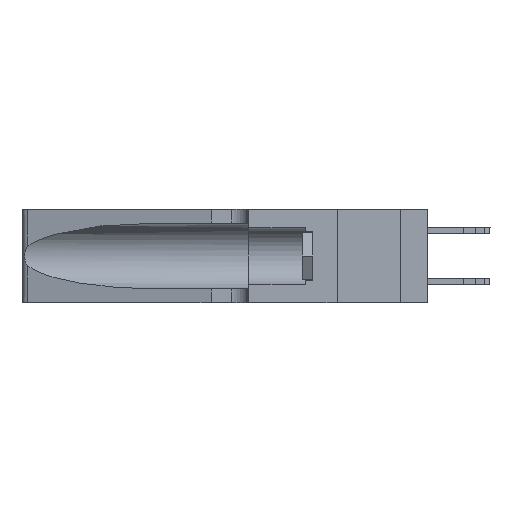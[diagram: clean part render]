
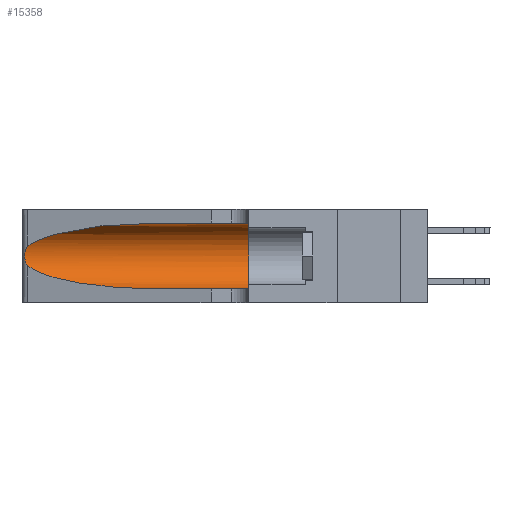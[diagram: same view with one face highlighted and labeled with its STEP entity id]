
A CAD part, left-side view. The second image highlights one B-rep face of the part: STEP entity #15358.
In plain terms, the highlighted cylindrical face has radius 3.308 mm (diameter 6.617 mm), a partial arc.
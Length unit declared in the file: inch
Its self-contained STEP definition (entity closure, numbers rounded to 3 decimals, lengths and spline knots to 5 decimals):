
#157 = EDGE_CURVE ( 'NONE', #18749, #11048, #14293, .T. ) ;
#485 = CARTESIAN_POINT ( 'NONE',  ( 0.1305, 0.72297, 0.31525 ) ) ;
#505 = VECTOR ( 'NONE', #16173, 39.37008 ) ;
#799 = AXIS2_PLACEMENT_3D ( 'NONE', #2197, #20129, #8947 ) ;
#888 = CARTESIAN_POINT ( 'NONE',  ( 0.18966, 0.96281, 0.05475 ) ) ;
#1228 = DIRECTION ( 'NONE',  ( 0., -1., 0. ) ) ;
#1316 = CARTESIAN_POINT ( 'NONE',  ( 0.2373, 1.15595, 0.28018 ) ) ;
#1338 = CARTESIAN_POINT ( 'NONE',  ( 0.25787, 1.23484, 0.2124 ) ) ;
#1875 = CARTESIAN_POINT ( 'NONE',  ( 0.26018, 1.23835, 0.19895 ) ) ;
#1890 = EDGE_CURVE ( 'NONE', #14167, #4711, #22061, .T. ) ;
#2197 = CARTESIAN_POINT ( 'NONE',  ( 0.1305, 0.35, 0.185 ) ) ;
#2612 = CARTESIAN_POINT ( 'NONE',  ( 0.1305, 0.72297, 0.05475 ) ) ;
#2752 = CYLINDRICAL_SURFACE ( 'NONE', #18873, 0.13025 ) ;
#3993 = CARTESIAN_POINT ( 'NONE',  ( 0.25487, 1.22718, 0.14631 ) ) ;
#4197 = FACE_OUTER_BOUND ( 'NONE', #11616, .T. ) ;
#4711 = VERTEX_POINT ( 'NONE', #12163 ) ;
#4748 = ORIENTED_EDGE ( 'NONE', *, *, #157, .T. ) ;
#5046 = CARTESIAN_POINT ( 'NONE',  ( 0.25854, 1.2359, 0.20912 ) ) ;
#5056 = EDGE_CURVE ( 'NONE', #4711, #11048, #5530, .T. ) ;
#5530 = CIRCLE ( 'NONE', #799, 0.13025 ) ;
#6079 = CARTESIAN_POINT ( 'NONE',  ( 0.25639, 1.23186, 0.15144 ) ) ;
#6289 = EDGE_CURVE ( 'NONE', #20782, #18749, #12137, .T. ) ;
#6715 = CARTESIAN_POINT ( 'NONE',  ( 0.1305, 1.61858, 0.185 ) ) ;
#7245 = VECTOR ( 'NONE', #17102, 39.37008 ) ;
#7517 = CARTESIAN_POINT ( 'NONE',  ( 0.25487, 1.22718, 0.22369 ) ) ;
#7675 = CARTESIAN_POINT ( 'NONE',  ( 0.25487, 1.22718, 0.14631 ) ) ;
#8034 = CARTESIAN_POINT ( 'NONE',  ( 0.1305, 1.61858, 0.05475 ) ) ;
#8947 = DIRECTION ( 'NONE',  ( 0., 0., 1. ) ) ;
#9949 = CARTESIAN_POINT ( 'NONE',  ( 0.2373, 1.15595, 0.08982 ) ) ;
#10588 = CARTESIAN_POINT ( 'NONE',  ( 0.1305, 1.61858, 0.31525 ) ) ;
#10625 = CARTESIAN_POINT ( 'NONE',  ( 0.26017, 1.23833, 0.17102 ) ) ;
#11048 = VERTEX_POINT ( 'NONE', #17353 ) ;
#11144 = CARTESIAN_POINT ( 'NONE',  ( 0.25639, 1.23184, 0.21858 ) ) ;
#11616 = EDGE_LOOP ( 'NONE', ( #19946, #19856, #16556, #4748, #13885, #18153 ) ) ;
#12102 =( BOUNDED_CURVE ( )  B_SPLINE_CURVE ( 3, ( #22877, #13837, #1316, #17699 ),
 .UNSPECIFIED., .F., .F. ) 
 B_SPLINE_CURVE_WITH_KNOTS ( ( 4, 4 ),
 ( 1.5708, 2.84003 ),
 .UNSPECIFIED. ) 
 CURVE ( )  GEOMETRIC_REPRESENTATION_ITEM ( )  RATIONAL_B_SPLINE_CURVE ( ( 1., 0.87, 0.87, 1. ) ) 
 REPRESENTATION_ITEM ( '' )  );
#12137 =( BOUNDED_CURVE ( )  B_SPLINE_CURVE ( 3, ( #3993, #9949, #888, #19647 ),
 .UNSPECIFIED., .F., .T. ) 
 B_SPLINE_CURVE_WITH_KNOTS ( ( 4, 4 ),
 ( 3.44316, 4.71239 ),
 .UNSPECIFIED. ) 
 CURVE ( )  GEOMETRIC_REPRESENTATION_ITEM ( )  RATIONAL_B_SPLINE_CURVE ( ( 1., 0.87, 0.87, 1. ) ) 
 REPRESENTATION_ITEM ( '' )  );
#12163 = CARTESIAN_POINT ( 'NONE',  ( 0.1305, 0.35, 0.31525 ) ) ;
#12837 = B_SPLINE_CURVE_WITH_KNOTS ( 'NONE', 3,
 ( #7517, #23131, #11144, #1338, #5046, #1875, #17715, #19597, #10625, #18616, #16827, #6079, #13043, #7675 ),
 .UNSPECIFIED., .F., .F.,
 ( 4, 2, 2, 2, 2, 2, 4 ),
 ( 0., 0.00027, 0.00053, 0.00107, 0.0016, 0.00187, 0.00214 ),
 .UNSPECIFIED. ) ;
#13043 = CARTESIAN_POINT ( 'NONE',  ( 0.25555, 1.22993, 0.14849 ) ) ;
#13837 = CARTESIAN_POINT ( 'NONE',  ( 0.18966, 0.96281, 0.31525 ) ) ;
#13885 = ORIENTED_EDGE ( 'NONE', *, *, #5056, .F. ) ;
#14167 = VERTEX_POINT ( 'NONE', #485 ) ;
#14293 = LINE ( 'NONE', #8034, #7245 ) ;
#15358 = ADVANCED_FACE ( 'NONE', ( #4197 ), #2752, .F. ) ;
#15891 = VERTEX_POINT ( 'NONE', #18901 ) ;
#16173 = DIRECTION ( 'NONE',  ( 0., -1., 0. ) ) ;
#16556 = ORIENTED_EDGE ( 'NONE', *, *, #6289, .T. ) ;
#16827 = CARTESIAN_POINT ( 'NONE',  ( 0.25789, 1.23486, 0.15765 ) ) ;
#16845 = EDGE_CURVE ( 'NONE', #15891, #20782, #12837, .T. ) ;
#17102 = DIRECTION ( 'NONE',  ( 0., -1., 0. ) ) ;
#17168 = EDGE_CURVE ( 'NONE', #14167, #15891, #12102, .T. ) ;
#17353 = CARTESIAN_POINT ( 'NONE',  ( 0.1305, 0.35, 0.05475 ) ) ;
#17699 = CARTESIAN_POINT ( 'NONE',  ( 0.25487, 1.22718, 0.22369 ) ) ;
#17715 = CARTESIAN_POINT ( 'NONE',  ( 0.26075, 1.23896, 0.19203 ) ) ;
#18153 = ORIENTED_EDGE ( 'NONE', *, *, #1890, .F. ) ;
#18616 = CARTESIAN_POINT ( 'NONE',  ( 0.25856, 1.23593, 0.16098 ) ) ;
#18749 = VERTEX_POINT ( 'NONE', #2612 ) ;
#18873 = AXIS2_PLACEMENT_3D ( 'NONE', #6715, #1228, #23027 ) ;
#18901 = CARTESIAN_POINT ( 'NONE',  ( 0.25487, 1.22718, 0.22369 ) ) ;
#19597 = CARTESIAN_POINT ( 'NONE',  ( 0.26075, 1.23896, 0.178 ) ) ;
#19647 = CARTESIAN_POINT ( 'NONE',  ( 0.1305, 0.72297, 0.05475 ) ) ;
#19856 = ORIENTED_EDGE ( 'NONE', *, *, #16845, .T. ) ;
#19946 = ORIENTED_EDGE ( 'NONE', *, *, #17168, .T. ) ;
#20129 = DIRECTION ( 'NONE',  ( 0., 1., 0. ) ) ;
#20782 = VERTEX_POINT ( 'NONE', #21594 ) ;
#21594 = CARTESIAN_POINT ( 'NONE',  ( 0.25487, 1.22718, 0.14631 ) ) ;
#22061 = LINE ( 'NONE', #10588, #505 ) ;
#22877 = CARTESIAN_POINT ( 'NONE',  ( 0.1305, 0.72297, 0.31525 ) ) ;
#23027 = DIRECTION ( 'NONE',  ( 0., 0., -1. ) ) ;
#23131 = CARTESIAN_POINT ( 'NONE',  ( 0.25555, 1.22994, 0.2215 ) ) ;
